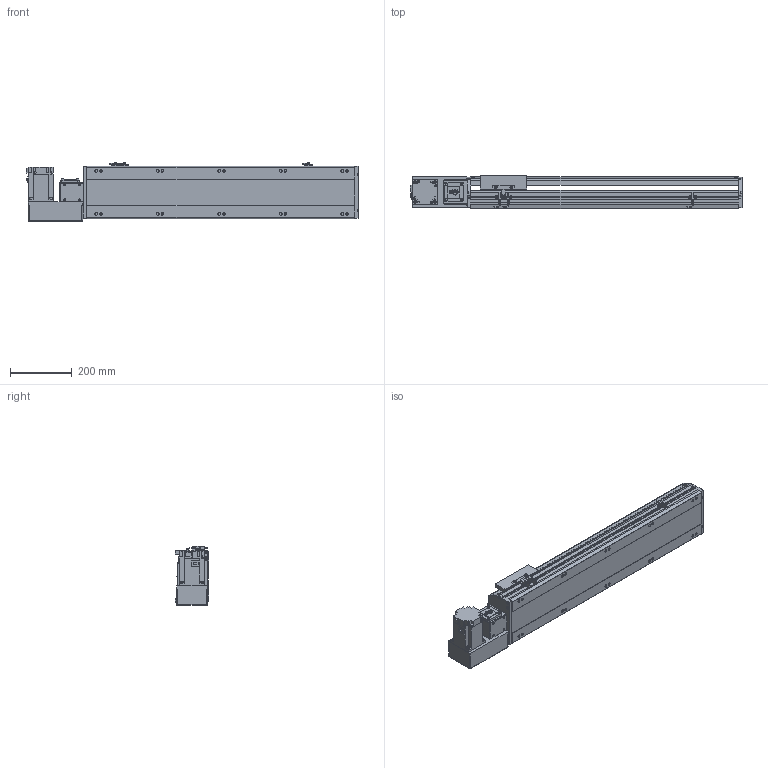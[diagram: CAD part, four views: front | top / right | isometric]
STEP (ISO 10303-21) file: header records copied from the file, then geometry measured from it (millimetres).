
FILE_DESCRIPTION (( 'STEP AP214' ), '1' );
FILE_NAME ('WEX170BL-030LC-0600XXXX.STEP', '2025-02-28T16:59:11', ( '' ), ( '' ), 'SwSTEP 2.0', 'SolidWorks 2022', '' );
FILE_SCHEMA (( 'AUTOMOTIVE_DESIGN' ));
Length unit declared in the file: millimetre
Products named in the file (9): WEB170-600BMOTOR; WEB170-600BCARRIAGE; WEB170-600B-5; WEB170-600B-3; WEB170-600B-2; FANG STICKER; WEB170-600B-1; WEX170BL-030LC-0600XXXX; WEB170-600BSENSOR
Assembly tree (8 placements, depth 2):
  WEB170-600B-5
  WEB170-600B-1
  WEX170BL-030LC-0600XXXX
    WEB170-600B-2
    WEB170-600BMOTOR
    WEB170-600BCARRIAGE
    WEB170-600B-3
    WEB170-600BSENSOR  x3
    FANG STICKER
Bounding box: 1079.3 x 108 x 194.96 mm (x, y, z)
Volume: 8393195.4 mm3; surface area: 1085950.3 mm2
Topology: 8 solids, 8 shells, 1584 faces, 4056 edges, 2642 vertices
Faces by surface type: plane 1106, cylinder 392, cone 60, torus 22, sphere 4
Entity records: 41608 total; most frequent: CARTESIAN_POINT 7605, ORIENTED_EDGE 6840, DIRECTION 6838, EDGE_CURVE 3420, VECTOR 2608, LINE 2608, VERTEX_POINT 2238, AXIS2_PLACEMENT_3D 2115
